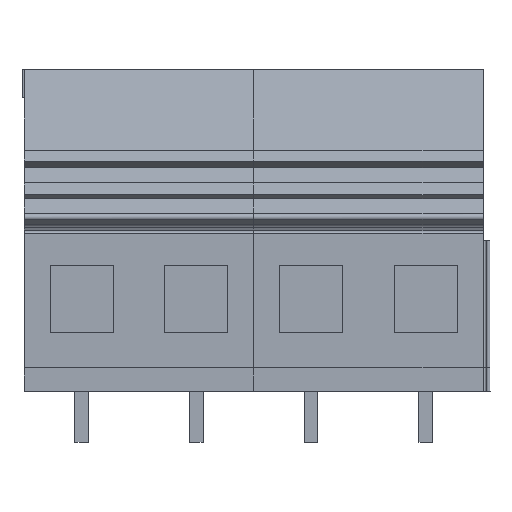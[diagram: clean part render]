
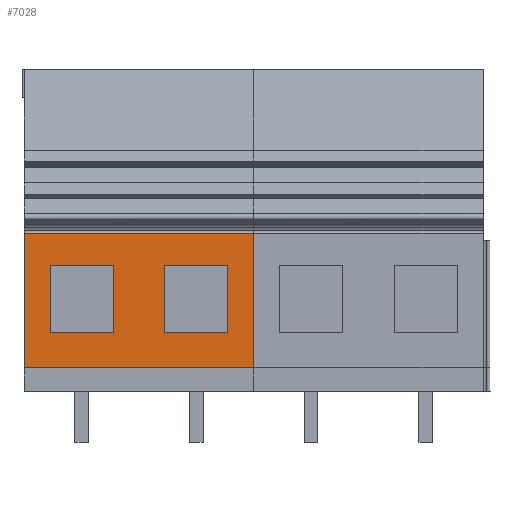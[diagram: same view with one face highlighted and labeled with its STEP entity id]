
A CAD part, front view. The second image highlights one B-rep face of the part: STEP entity #7028.
In plain terms, the highlighted planar face has unit normal (0, -1, 0).
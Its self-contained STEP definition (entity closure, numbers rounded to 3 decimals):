
#6952=AXIS2_PLACEMENT_3D('Plane Axis2P3D',#6949,#6950,#6951) ;
#5451=CARTESIAN_POINT('Vertex',(20.52,0.,18.5)) ;
#5454=CARTESIAN_POINT('Line Origine',(20.52,0.,12.55)) ;
#5458=CARTESIAN_POINT('Vertex',(20.52,0.,6.6)) ;
#5586=CARTESIAN_POINT('Vertex',(0.2,0.,6.6)) ;
#5589=CARTESIAN_POINT('Line Origine',(0.2,0.,12.55)) ;
#5593=CARTESIAN_POINT('Vertex',(0.2,0.,18.5)) ;
#6338=CARTESIAN_POINT('Line Origine',(10.36,0.,6.6)) ;
#6936=CARTESIAN_POINT('Line Origine',(10.36,0.,18.5)) ;
#6949=CARTESIAN_POINT('Axis2P3D Location',(0.2,0.,6.6)) ;
#6960=CARTESIAN_POINT('Line Origine',(8.08,0.,12.7)) ;
#6964=CARTESIAN_POINT('Vertex',(8.08,0.,9.7)) ;
#6966=CARTESIAN_POINT('Vertex',(8.08,0.,15.7)) ;
#6969=CARTESIAN_POINT('Line Origine',(5.28,0.,9.7)) ;
#6973=CARTESIAN_POINT('Vertex',(2.48,0.,9.7)) ;
#6976=CARTESIAN_POINT('Line Origine',(2.48,0.,12.7)) ;
#6980=CARTESIAN_POINT('Vertex',(2.48,0.,15.7)) ;
#6983=CARTESIAN_POINT('Line Origine',(5.28,0.,15.7)) ;
#6994=CARTESIAN_POINT('Line Origine',(15.44,0.,15.7)) ;
#6998=CARTESIAN_POINT('Vertex',(18.24,0.,15.7)) ;
#7000=CARTESIAN_POINT('Vertex',(12.64,0.,15.7)) ;
#7003=CARTESIAN_POINT('Line Origine',(18.24,0.,12.7)) ;
#7007=CARTESIAN_POINT('Vertex',(18.24,0.,9.7)) ;
#7010=CARTESIAN_POINT('Line Origine',(15.44,0.,9.7)) ;
#7014=CARTESIAN_POINT('Vertex',(12.64,0.,9.7)) ;
#7017=CARTESIAN_POINT('Line Origine',(12.64,0.,12.7)) ;
#5455=DIRECTION('Vector Direction',(0.,0.,1.)) ;
#5590=DIRECTION('Vector Direction',(0.,0.,1.)) ;
#6339=DIRECTION('Vector Direction',(1.,0.,0.)) ;
#6937=DIRECTION('Vector Direction',(1.,0.,0.)) ;
#6950=DIRECTION('Axis2P3D Direction',(0.,1.,0.)) ;
#6951=DIRECTION('Axis2P3D XDirection',(0.,0.,1.)) ;
#6961=DIRECTION('Vector Direction',(0.,0.,-1.)) ;
#6970=DIRECTION('Vector Direction',(-1.,0.,0.)) ;
#6977=DIRECTION('Vector Direction',(0.,0.,-1.)) ;
#6984=DIRECTION('Vector Direction',(-1.,0.,0.)) ;
#6995=DIRECTION('Vector Direction',(-1.,0.,0.)) ;
#7004=DIRECTION('Vector Direction',(0.,0.,-1.)) ;
#7011=DIRECTION('Vector Direction',(-1.,0.,0.)) ;
#7018=DIRECTION('Vector Direction',(0.,0.,-1.)) ;
#5456=VECTOR('Line Direction',#5455,1.) ;
#5591=VECTOR('Line Direction',#5590,1.) ;
#6340=VECTOR('Line Direction',#6339,1.) ;
#6938=VECTOR('Line Direction',#6937,1.) ;
#6962=VECTOR('Line Direction',#6961,1.) ;
#6971=VECTOR('Line Direction',#6970,1.) ;
#6978=VECTOR('Line Direction',#6977,1.) ;
#6985=VECTOR('Line Direction',#6984,1.) ;
#6996=VECTOR('Line Direction',#6995,1.) ;
#7005=VECTOR('Line Direction',#7004,1.) ;
#7012=VECTOR('Line Direction',#7011,1.) ;
#7019=VECTOR('Line Direction',#7018,1.) ;
#6955=ORIENTED_EDGE('',*,*,#5460,.T.) ;
#6956=ORIENTED_EDGE('',*,*,#6940,.F.) ;
#6957=ORIENTED_EDGE('',*,*,#5595,.F.) ;
#6958=ORIENTED_EDGE('',*,*,#6342,.T.) ;
#6989=ORIENTED_EDGE('',*,*,#6968,.F.) ;
#6990=ORIENTED_EDGE('',*,*,#6975,.F.) ;
#6991=ORIENTED_EDGE('',*,*,#6982,.F.) ;
#6992=ORIENTED_EDGE('',*,*,#6987,.F.) ;
#7023=ORIENTED_EDGE('',*,*,#7002,.F.) ;
#7024=ORIENTED_EDGE('',*,*,#7009,.F.) ;
#7025=ORIENTED_EDGE('',*,*,#7016,.F.) ;
#7026=ORIENTED_EDGE('',*,*,#7021,.F.) ;
#6993=FACE_BOUND('',#6988,.T.) ;
#7027=FACE_BOUND('',#7022,.T.) ;
#7028=ADVANCED_FACE('2 pole',(#6959,#6993,#7027),#6953,.F.) ;
#5460=EDGE_CURVE('',#5459,#5452,#5457,.T.) ;
#5595=EDGE_CURVE('',#5587,#5594,#5592,.T.) ;
#6342=EDGE_CURVE('',#5587,#5459,#6341,.T.) ;
#6940=EDGE_CURVE('',#5594,#5452,#6939,.T.) ;
#6968=EDGE_CURVE('',#6965,#6967,#6963,.F.) ;
#6975=EDGE_CURVE('',#6974,#6965,#6972,.F.) ;
#6982=EDGE_CURVE('',#6981,#6974,#6979,.T.) ;
#6987=EDGE_CURVE('',#6967,#6981,#6986,.T.) ;
#7002=EDGE_CURVE('',#6999,#7001,#6997,.T.) ;
#7009=EDGE_CURVE('',#7008,#6999,#7006,.F.) ;
#7016=EDGE_CURVE('',#7015,#7008,#7013,.F.) ;
#7021=EDGE_CURVE('',#7001,#7015,#7020,.T.) ;
#6954=EDGE_LOOP('',(#6955,#6956,#6957,#6958)) ;
#6988=EDGE_LOOP('',(#6989,#6990,#6991,#6992)) ;
#7022=EDGE_LOOP('',(#7023,#7024,#7025,#7026)) ;
#6959=FACE_OUTER_BOUND('',#6954,.T.) ;
#5457=LINE('Line',#5454,#5456) ;
#5592=LINE('Line',#5589,#5591) ;
#6341=LINE('Line',#6338,#6340) ;
#6939=LINE('Line',#6936,#6938) ;
#6963=LINE('Line',#6960,#6962) ;
#6972=LINE('Line',#6969,#6971) ;
#6979=LINE('Line',#6976,#6978) ;
#6986=LINE('Line',#6983,#6985) ;
#6997=LINE('Line',#6994,#6996) ;
#7006=LINE('Line',#7003,#7005) ;
#7013=LINE('Line',#7010,#7012) ;
#7020=LINE('Line',#7017,#7019) ;
#6953=PLANE('',#6952) ;
#5452=VERTEX_POINT('',#5451) ;
#5459=VERTEX_POINT('',#5458) ;
#5587=VERTEX_POINT('',#5586) ;
#5594=VERTEX_POINT('',#5593) ;
#6965=VERTEX_POINT('',#6964) ;
#6967=VERTEX_POINT('',#6966) ;
#6974=VERTEX_POINT('',#6973) ;
#6981=VERTEX_POINT('',#6980) ;
#6999=VERTEX_POINT('',#6998) ;
#7001=VERTEX_POINT('',#7000) ;
#7008=VERTEX_POINT('',#7007) ;
#7015=VERTEX_POINT('',#7014) ;
